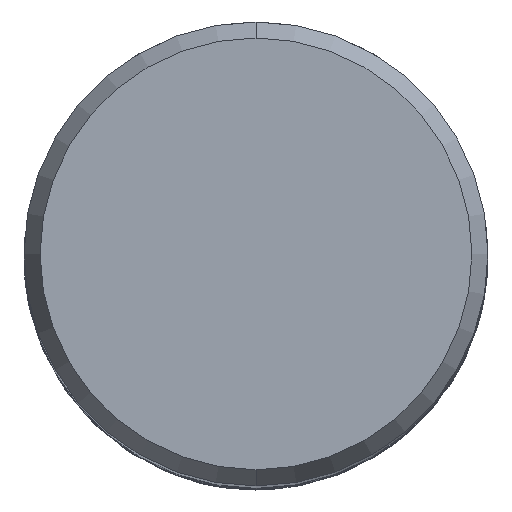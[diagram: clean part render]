
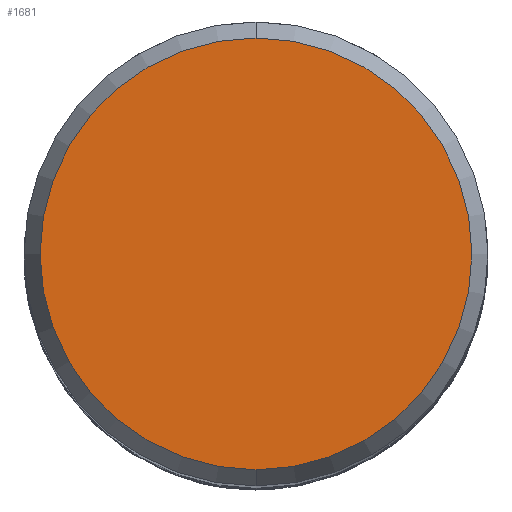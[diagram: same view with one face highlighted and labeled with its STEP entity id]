
A CAD part, top view. The second image highlights one B-rep face of the part: STEP entity #1681.
In plain terms, the highlighted planar face has unit normal (0, 0, 1).
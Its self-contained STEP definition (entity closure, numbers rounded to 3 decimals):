
#777=VERTEX_POINT('',#2186);
#859=EDGE_CURVE('',#1957,#777,#2277,.T.);
#1681=ADVANCED_FACE('',(#3174),#3175,.T.);
#1703=EDGE_CURVE('',#777,#1957,#3198,.T.);
#1957=VERTEX_POINT('',#3475);
#2186=CARTESIAN_POINT('',(0.,-9.307,0.0));
#2277=CIRCLE('',#5212,9.307);
#3174=FACE_OUTER_BOUND('',#16923,.T.);
#3175=PLANE('',#16924);
#3198=CIRCLE('',#17013,9.307);
#3475=CARTESIAN_POINT('',(0.0,9.307,0.0));
#5212=AXIS2_PLACEMENT_3D('',#21728,#21729,#21730);
#16923=EDGE_LOOP('',(#22624,#22625));
#16924=AXIS2_PLACEMENT_3D('',#22626,#22627,#22628);
#17013=AXIS2_PLACEMENT_3D('',#22644,#22645,#22646);
#21728=CARTESIAN_POINT('',(0.0,0.0,0.0));
#21729=DIRECTION('',(0.0,0.0,-1.0));
#21730=DIRECTION('',(0.0,1.0,0.0));
#22624=ORIENTED_EDGE('',*,*,#859,.F.);
#22625=ORIENTED_EDGE('',*,*,#1703,.F.);
#22626=CARTESIAN_POINT('',(0.0,4.654,0.0));
#22627=DIRECTION('',(-0.0,0.0,1.0));
#22628=DIRECTION('',(0.0,-1.0,0.0));
#22644=CARTESIAN_POINT('',(0.0,0.0,0.0));
#22645=DIRECTION('',(0.0,0.0,-1.0));
#22646=DIRECTION('',(0.0,1.0,0.0));
